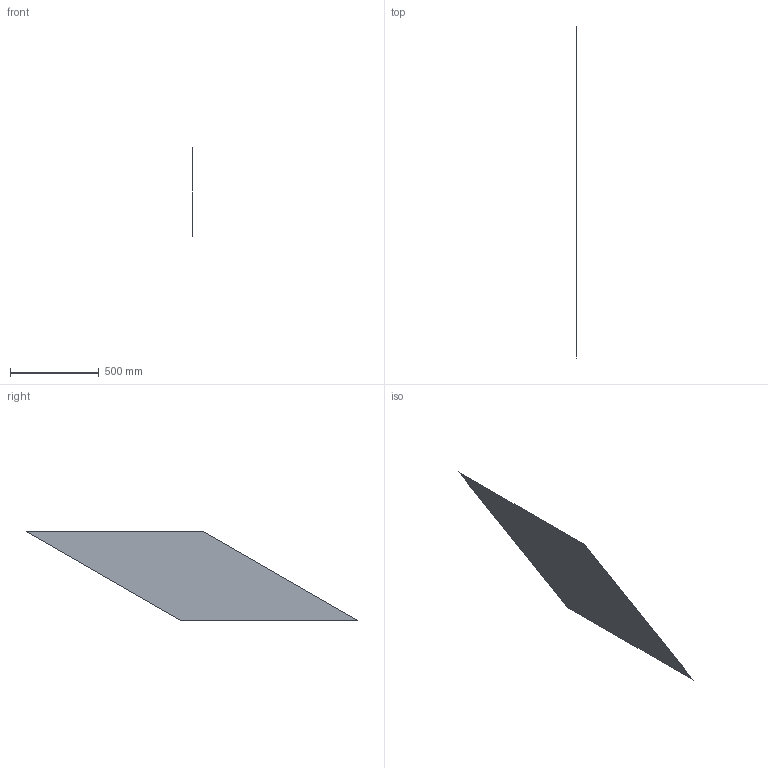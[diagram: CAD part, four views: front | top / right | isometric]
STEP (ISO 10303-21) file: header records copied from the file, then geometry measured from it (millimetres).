
FILE_DESCRIPTION(('STEP AP209 file generated by MSC.Patran'),'2;1');
FILE_NAME('le6_msc_feresults.stp','Thu Aug 03 11:36:55 2000',(''),(''),'1.0','MSC.Patran 2000 r2','');
FILE_SCHEMA(('STRUCTURAL_ANALYSIS_DESIGN'));
Length unit declared in the file: metre
Products named in the file (1): 1
Bounding box: 0 x 1866.03 x 500 mm (x, y, z)
Surface area: 2000000.1 mm2 (no closed solid volume)
Topology: 0 solids, 0 shells, 2 faces, 12 edges, 16 vertices
Faces by surface type: bspline 2
Entity records: 536 total; most frequent: SURFACE_3D_ELEMENT_VALUE_AND_VOLUME_LOCATION 143, CARTESIAN_POINT 49, SURFACE_3D_ELEMENT_LOCATION_POINT_VOLUME_VARIABLE_VALUES 35, NODAL_FREEDOM_VALUES 26, NODE 25, ANALYSIS_ITEM_WITHIN_REPRESENTATION 16, SURFACE_3D_ELEMENT_REPRESENTATION 16, ELEMENT_GEOMETRIC_RELATIONSHIP 16
